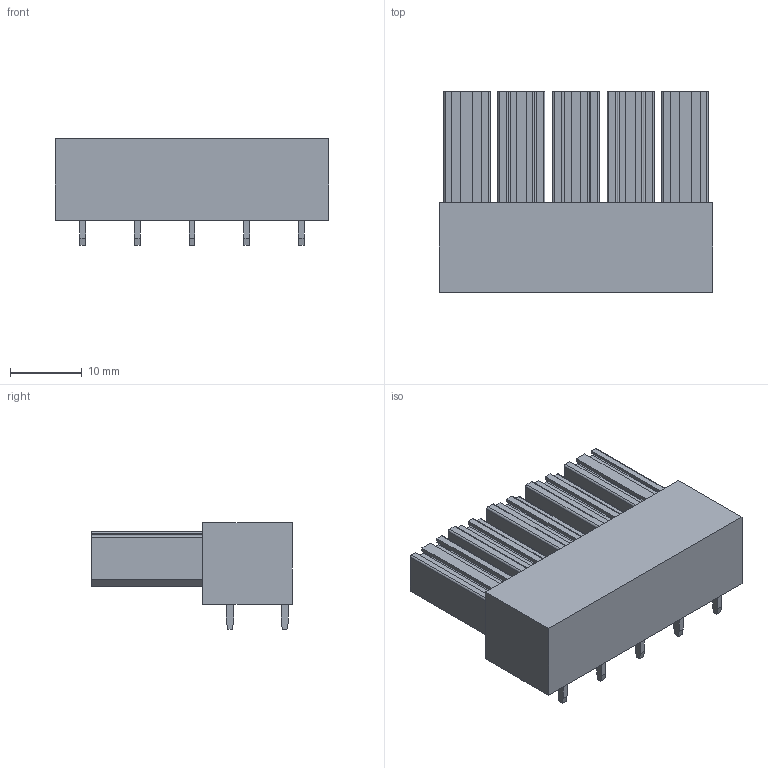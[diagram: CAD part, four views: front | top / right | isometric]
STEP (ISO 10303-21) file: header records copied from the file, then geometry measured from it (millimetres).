
FILE_DESCRIPTION(('CATIA V5 STEP','CAx-IF Rec.Pracs.--- Model Styling and Organization---1.2---2011-12-15'),'2;1');
FILE_NAME ('D1459263_0_1928310000_1928310000.stp','2018-09-06T04:44:25+00:00',('none'),('Weidmueller'),'CATIA Version 5-6 Release 2014','CATIA V5 STEP AP214','none');
FILE_SCHEMA(('AUTOMOTIVE_DESIGN { 1 0 10303 214 1 1 1 1 }'));
Length unit declared in the file: millimetre
Products named in the file (1): 1928310000
Bounding box: 38.1 x 28 x 14.9 mm (x, y, z)
Volume: 8740.7 mm3; surface area: 5001.9 mm2
Topology: 11 solids, 11 shells, 253 faces, 643 edges, 422 vertices
Faces by surface type: plane 209, cylinder 44
Entity records: 6986 total; most frequent: ORIENTED_EDGE 1286, CARTESIAN_POINT 1249, DIRECTION 949, EDGE_CURVE 643, VECTOR 535, LINE 535, VERTEX_POINT 422, EDGE_LOOP 263
